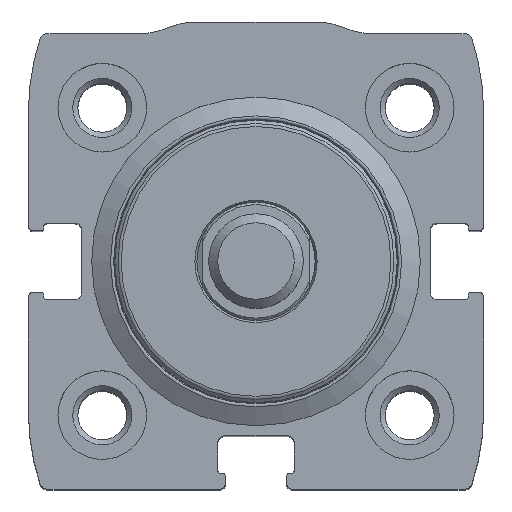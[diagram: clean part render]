
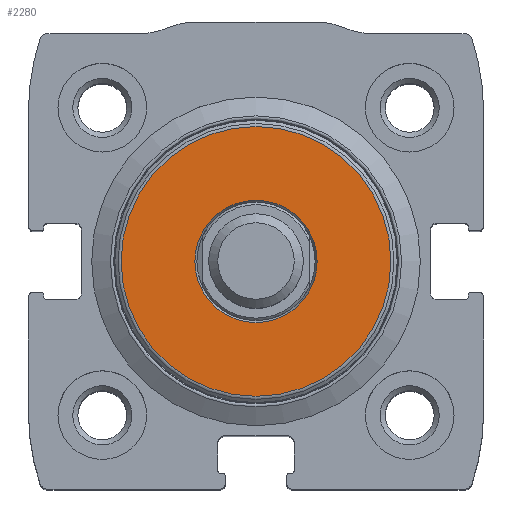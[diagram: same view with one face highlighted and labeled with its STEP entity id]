
A CAD part, top view. The second image highlights one B-rep face of the part: STEP entity #2280.
In plain terms, the highlighted planar face has unit normal (0, 0, 1).
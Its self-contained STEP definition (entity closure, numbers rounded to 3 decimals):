
#190=CIRCLE('',#2586,11.41);
#191=CIRCLE('',#2588,5.173);
#792=ORIENTED_EDGE('',*,*,#1118,.T.);
#793=ORIENTED_EDGE('',*,*,#1117,.F.);
#1117=EDGE_CURVE('',#1343,#1343,#190,.T.);
#1118=EDGE_CURVE('',#1344,#1344,#191,.T.);
#1343=VERTEX_POINT('',#3954);
#1344=VERTEX_POINT('',#3957);
#1828=EDGE_LOOP('',(#792));
#1829=EDGE_LOOP('',(#793));
#2056=FACE_BOUND('',#1828,.T.);
#2057=FACE_BOUND('',#1829,.T.);
#2145=PLANE('',#2587);
#2280=ADVANCED_FACE('',(#2056,#2057),#2145,.T.);
#2586=AXIS2_PLACEMENT_3D('',#3953,#3274,#3275);
#2587=AXIS2_PLACEMENT_3D('',#3955,#3276,#3277);
#2588=AXIS2_PLACEMENT_3D('',#3956,#3278,#3279);
#3274=DIRECTION('',(0.,0.,-1.));
#3275=DIRECTION('',(-1.,0.,0.));
#3276=DIRECTION('',(0.,0.,1.));
#3277=DIRECTION('',(1.,0.,0.));
#3278=DIRECTION('',(0.,0.,-1.));
#3279=DIRECTION('',(-1.,0.,0.));
#3953=CARTESIAN_POINT('',(0.,0.,46.8));
#3954=CARTESIAN_POINT('',(-11.41,0.,46.8));
#3955=CARTESIAN_POINT('',(0.,11.41,46.8));
#3956=CARTESIAN_POINT('',(0.,0.,46.8));
#3957=CARTESIAN_POINT('',(-5.173,0.,46.8));
